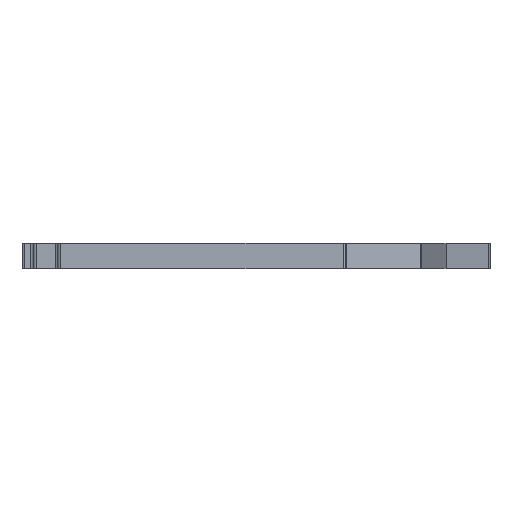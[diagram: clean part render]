
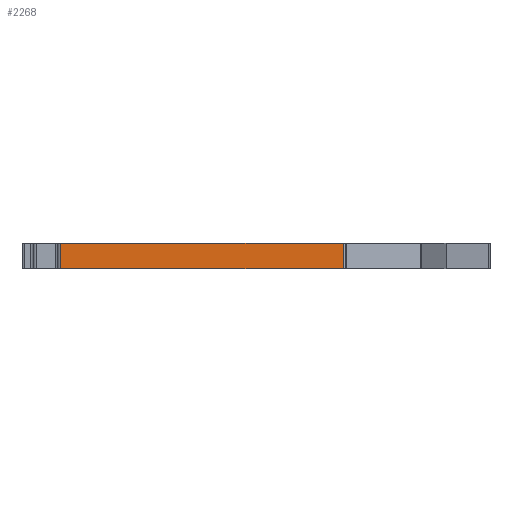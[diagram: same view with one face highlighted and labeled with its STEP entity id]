
A CAD part, left-side view. The second image highlights one B-rep face of the part: STEP entity #2268.
In plain terms, the highlighted planar face has unit normal (-1, 0, 0).
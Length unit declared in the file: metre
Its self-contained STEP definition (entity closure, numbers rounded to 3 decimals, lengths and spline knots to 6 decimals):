
#128=ORIENTED_EDGE('',*,*,#767,.T.);
#129=ORIENTED_EDGE('',*,*,#768,.F.);
#130=ORIENTED_EDGE('',*,*,#769,.F.);
#131=ORIENTED_EDGE('',*,*,#765,.T.);
#765=EDGE_CURVE('',#1079,#1078,#1298,.T.);
#767=EDGE_CURVE('',#1078,#1080,#1299,.T.);
#768=EDGE_CURVE('',#1081,#1080,#1300,.T.);
#769=EDGE_CURVE('',#1079,#1081,#1301,.T.);
#1078=VERTEX_POINT('',#3207);
#1079=VERTEX_POINT('',#3209);
#1080=VERTEX_POINT('',#3213);
#1081=VERTEX_POINT('',#3215);
#1298=LINE('',#3208,#1584);
#1299=LINE('',#3212,#1585);
#1300=LINE('',#3214,#1586);
#1301=LINE('',#3216,#1587);
#1584=VECTOR('',#2615,1.);
#1585=VECTOR('',#2620,1.);
#1586=VECTOR('',#2621,1.);
#1587=VECTOR('',#2622,1.);
#1856=EDGE_LOOP('',(#128,#129,#130,#131));
#2016=FACE_BOUND('',#1856,.T.);
#2169=PLANE('',#2407);
#2268=ADVANCED_FACE('',(#2016),#2169,.F.);
#2407=AXIS2_PLACEMENT_3D('',#3211,#2618,#2619);
#2615=DIRECTION('',(0.,0.,-1.));
#2618=DIRECTION('',(1.,0.,0.));
#2619=DIRECTION('',(0.,1.,0.));
#2620=DIRECTION('',(0.,-1.,0.));
#2621=DIRECTION('',(0.,0.,-1.));
#2622=DIRECTION('',(0.,-1.,0.));
#3207=CARTESIAN_POINT('',(-0.046243,0.029911,0.));
#3208=CARTESIAN_POINT('',(-0.046243,0.029911,0.005));
#3209=CARTESIAN_POINT('',(-0.046243,0.029911,0.005));
#3211=CARTESIAN_POINT('',(-0.046243,0.002502,0.005));
#3212=CARTESIAN_POINT('',(-0.046243,0.002502,0.));
#3213=CARTESIAN_POINT('',(-0.046242,-0.024906,0.));
#3214=CARTESIAN_POINT('',(-0.046242,-0.024906,0.005));
#3215=CARTESIAN_POINT('',(-0.046242,-0.024906,0.005));
#3216=CARTESIAN_POINT('',(-0.046243,0.002502,0.005));
